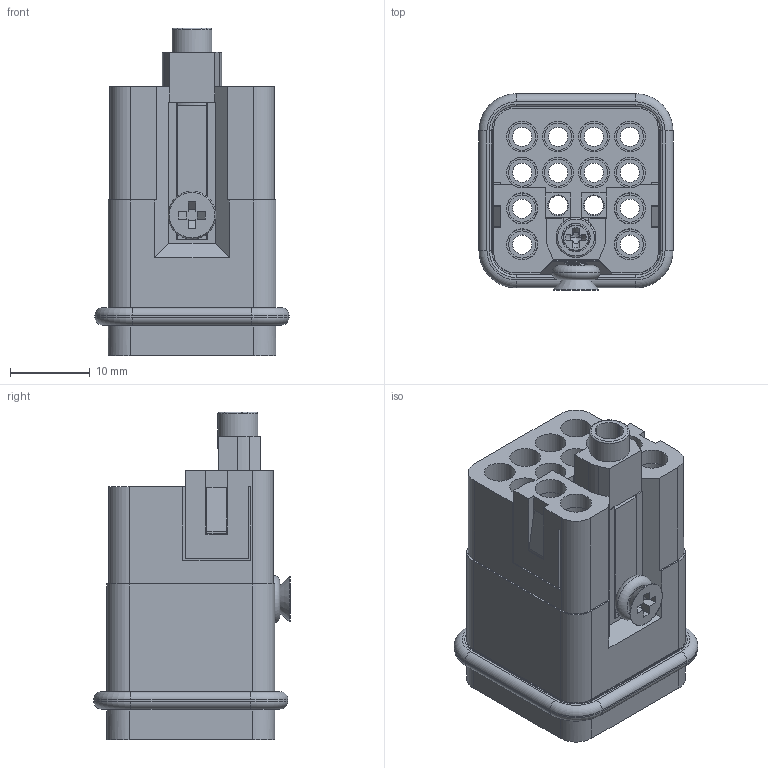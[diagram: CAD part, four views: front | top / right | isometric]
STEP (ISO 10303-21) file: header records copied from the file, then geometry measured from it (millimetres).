
FILE_DESCRIPTION(/* description */ (''),/* implementation_level */ '2;1');
FILE_NAME(/* name */ 'HQ-012&0-MC.stp',/* time_stamp */ '2023-04-06T17:08:52+08:00',/* author */ (''),/* organization */ (''),/* preprocessor_version */ 'ST-DEVELOPER v16',/* originating_system */ 'SIEMENS PLM Software NX 10.0',/* authorisation */ '');
FILE_SCHEMA (('AUTOMOTIVE_DESIGN { 1 0 10303 214 3 1 1 1 }'));
Length unit declared in the file: millimetre
Products named in the file (1): Admi25B08741o6qr
Bounding box: 24.3 x 24.61 x 41 mm (x, y, z)
Volume: 7572.1 mm3; surface area: 9605.3 mm2
Topology: 1 solids, 8 shells, 701 faces, 1828 edges, 1158 vertices
Faces by surface type: plane 258, cylinder 256, torus 78, bspline 61, cone 25, sphere 23
Full cylindrical faces by diameter (mm): 1.5 x1, 1.6 x1, 1.95 x2, 2.05 x1, 2.4 x14, 2.5 x1, 2.9 x1, 3.1 x12, 3.2 x1, 3.4 x12, 3.85 x12, 3.9 x4, 5 x1, 5.7 x1
Entity records: 35394 total; most frequent: CARTESIAN_POINT 19283, ORIENTED_EDGE 3374, DIRECTION 3146, EDGE_CURVE 1687, AXIS2_PLACEMENT_3D 1212, VERTEX_POINT 1119, EDGE_LOOP 868, LINE 722
